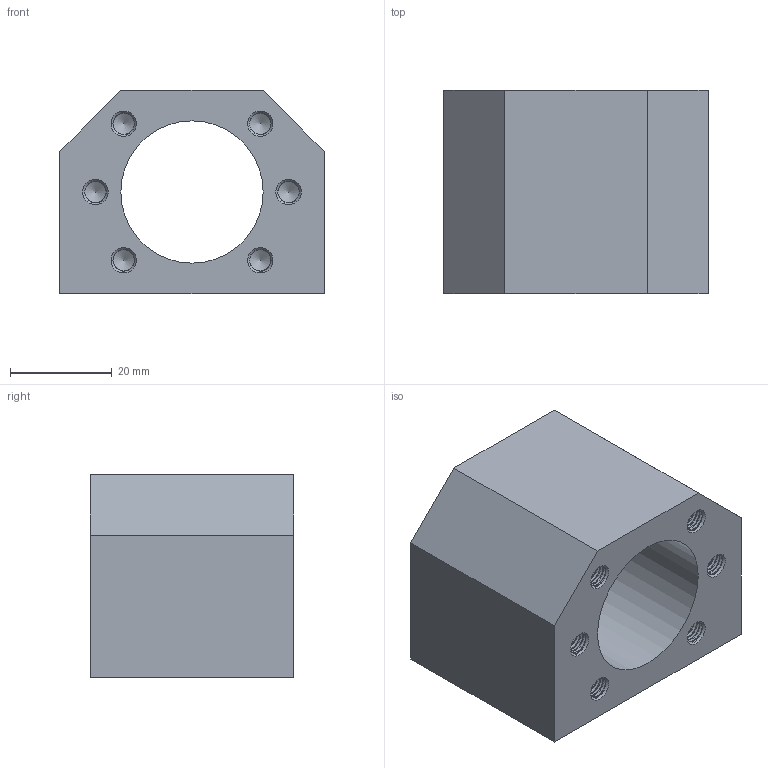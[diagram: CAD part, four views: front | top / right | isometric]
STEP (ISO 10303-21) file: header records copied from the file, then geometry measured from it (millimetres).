
FILE_DESCRIPTION(/* description */ (''),/* implementation_level */ '2;1');
FILE_NAME(/* name */ 'DSG16H.step',/* time_stamp */ '2022-11-12T14:53:35+01:00',/* author */ (''),/* organization */ (''),/* preprocessor_version */ 'ST-DEVELOPER v19.2',/* originating_system */ 'Autodesk Translation Framework v11.17.0.187',/* authorisation */ '');
FILE_SCHEMA (('AUTOMOTIVE_DESIGN { 1 0 10303 214 3 1 1 }'));
Products named in the file (1): DSG16H ball screw nut housing
Bounding box: 52 x 40 x 40 mm (x, y, z)
Volume: 50252.2 mm3; surface area: 16519.6 mm2
Topology: 1 solids, 1 shells, 455 faces, 1319 edges, 866 vertices
Faces by surface type: cylinder 387, plane 28, bspline 20, cone 20
Full cylindrical faces by diameter (mm): 4.234 x90, 5.12 x42, 28 x1
Entity records: 37400 total; most frequent: CARTESIAN_POINT 27005, ORIENTED_EDGE 2618, DIRECTION 1473, EDGE_CURVE 1309, VERTEX_POINT 866, B_SPLINE_CURVE_WITH_KNOTS 806, AXIS2_PLACEMENT_3D 534, EDGE_LOOP 467
